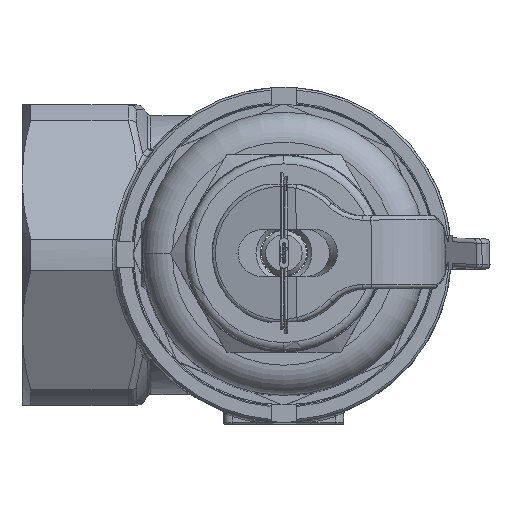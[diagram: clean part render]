
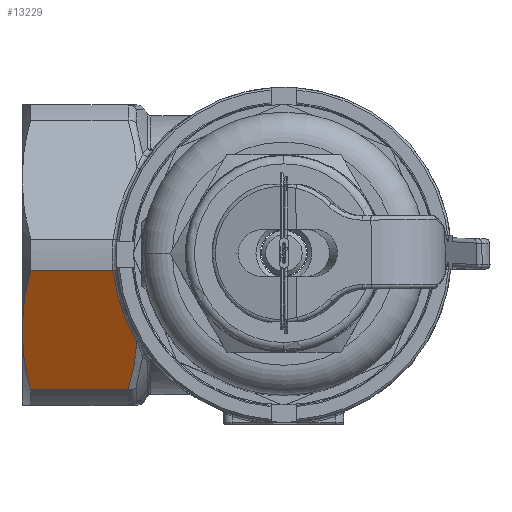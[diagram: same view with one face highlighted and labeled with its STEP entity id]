
A CAD part, top view. The second image highlights one B-rep face of the part: STEP entity #13229.
In plain terms, the highlighted planar face has unit normal (0, -0.5, 0.866).
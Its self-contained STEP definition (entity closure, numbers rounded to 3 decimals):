
#12458=CARTESIAN_POINT('',(-61.,-17.5,30.311));
#12459=VERTEX_POINT('',#12458);
#12631=CARTESIAN_POINT('',(-58.979,-3.61,38.33));
#12632=VERTEX_POINT('',#12631);
#12633=CARTESIAN_POINT('',(-39.828,-3.61,38.33));
#12634=VERTEX_POINT('',#12633);
#12635=CARTESIAN_POINT('',(-58.979,-3.61,38.33));
#12636=DIRECTION('',(1.,0.,0.));
#12637=VECTOR('',#12636,19.151);
#12638=LINE('',#12635,#12637);
#12639=EDGE_CURVE('NONE',#12632,#12634,#12638,.T.);
#12927=CARTESIAN_POINT('',(-58.979,-31.39,22.291));
#12928=VERTEX_POINT('',#12927);
#12962=CARTESIAN_POINT('',(-36.265,-31.39,22.291));
#12963=VERTEX_POINT('',#12962);
#12971=CARTESIAN_POINT('',(-36.265,-31.39,22.291));
#12972=DIRECTION('',(-1.,-0.,-0.));
#12973=VECTOR('',#12972,22.714);
#12974=LINE('',#12971,#12973);
#12975=EDGE_CURVE('NONE',#12963,#12928,#12974,.T.);
#13173=CARTESIAN_POINT('',(0.001,-35.,20.207));
#13174=DIRECTION('',(0.,0.5,-0.866));
#13175=DIRECTION('',(-0.,0.866,0.5));
#13176=AXIS2_PLACEMENT_3D('',#13173,#13174,#13175);
#13177=PLANE('',#13176);
#13178=CARTESIAN_POINT('',(-34.22,-20.213,28.745));
#13179=VERTEX_POINT('',#13178);
#13180=CARTESIAN_POINT('',(-36.265,-31.39,22.291));
#13181=CARTESIAN_POINT('',(-35.731,-29.557,23.35));
#13182=CARTESIAN_POINT('',(-35.278,-27.708,24.417));
#13183=CARTESIAN_POINT('',(-34.58,-23.975,26.573));
#13184=CARTESIAN_POINT('',(-34.338,-22.099,27.656));
#13185=CARTESIAN_POINT('',(-34.22,-20.213,28.745));
#13186=B_SPLINE_CURVE_WITH_KNOTS('',3,(#13180,#13181,#13182,#13183,#13184,#13185),.UNSPECIFIED.,.F.,.F.,(4,2,4),(0.,0.007,0.013),.UNSPECIFIED.);
#13187=EDGE_CURVE('NONE',#12963,#13179,#13186,.T.);
#13188=ORIENTED_EDGE('',*,*,#13187,.T.);
#13189=CARTESIAN_POINT('',(-39.788,-3.608,38.331));
#13190=VERTEX_POINT('',#13189);
#13191=CARTESIAN_POINT('',(-34.22,-20.213,28.745));
#13192=CARTESIAN_POINT('',(-37.292,-15.136,31.675));
#13193=CARTESIAN_POINT('',(-39.179,-9.511,34.924));
#13194=CARTESIAN_POINT('',(-39.788,-3.608,38.331));
#13195=(BOUNDED_CURVE()
B_SPLINE_CURVE(3,(#13191,#13192,#13193,#13194),.UNSPECIFIED.,.F.,.F.)
B_SPLINE_CURVE_WITH_KNOTS((4,4),(4.168,4.61),.UNSPECIFIED.)
CURVE()
GEOMETRIC_REPRESENTATION_ITEM()
RATIONAL_B_SPLINE_CURVE((1.,0.984,0.984,1.))
REPRESENTATION_ITEM(''));
#13196=EDGE_CURVE('NONE',#13179,#13190,#13195,.T.);
#13197=ORIENTED_EDGE('',*,*,#13196,.T.);
#13198=CARTESIAN_POINT('',(-39.788,-3.608,38.331));
#13199=CARTESIAN_POINT('',(-39.802,-3.609,38.331));
#13200=CARTESIAN_POINT('',(-39.815,-3.61,38.33));
#13201=CARTESIAN_POINT('',(-39.828,-3.61,38.33));
#13202=B_SPLINE_CURVE_WITH_KNOTS('',3,(#13198,#13199,#13200,#13201),.UNSPECIFIED.,.F.,.F.,(4,4),(0.,0.),.UNSPECIFIED.);
#13203=EDGE_CURVE('NONE',#13190,#12634,#13202,.T.);
#13204=ORIENTED_EDGE('',*,*,#13203,.T.);
#13205=ORIENTED_EDGE('',*,*,#12639,.F.);
#13206=CARTESIAN_POINT('',(-58.979,-3.61,38.33));
#13207=CARTESIAN_POINT('',(-59.616,-5.902,37.007));
#13208=CARTESIAN_POINT('',(-60.125,-8.204,35.678));
#13209=CARTESIAN_POINT('',(-60.817,-12.832,33.006));
#13210=CARTESIAN_POINT('',(-61.,-15.159,31.662));
#13211=CARTESIAN_POINT('',(-61.,-17.5,30.311));
#13212=B_SPLINE_CURVE_WITH_KNOTS('',3,(#13206,#13207,#13208,#13209,#13210,#13211),.UNSPECIFIED.,.F.,.F.,(4,2,4),(0.,0.008,0.016),.UNSPECIFIED.);
#13213=EDGE_CURVE('NONE',#12632,#12459,#13212,.T.);
#13214=ORIENTED_EDGE('',*,*,#13213,.T.);
#13215=CARTESIAN_POINT('',(-61.,-17.5,30.311));
#13216=CARTESIAN_POINT('',(-61.,-18.662,29.64));
#13217=CARTESIAN_POINT('',(-60.955,-19.827,28.967));
#13218=CARTESIAN_POINT('',(-60.777,-22.164,27.618));
#13219=CARTESIAN_POINT('',(-60.643,-23.333,26.943));
#13220=CARTESIAN_POINT('',(-60.122,-26.813,24.934));
#13221=CARTESIAN_POINT('',(-59.612,-29.11,23.608));
#13222=CARTESIAN_POINT('',(-58.979,-31.39,22.291));
#13223=B_SPLINE_CURVE_WITH_KNOTS('',3,(#13215,#13216,#13217,#13218,#13219,#13220,#13221,#13222),.UNSPECIFIED.,.F.,.F.,(4,2,2,4),(0.016,0.02,0.024,0.032),.UNSPECIFIED.);
#13224=EDGE_CURVE('NONE',#12459,#12928,#13223,.T.);
#13225=ORIENTED_EDGE('',*,*,#13224,.T.);
#13226=ORIENTED_EDGE('',*,*,#12975,.F.);
#13227=EDGE_LOOP('',(#13188,#13197,#13204,#13205,#13214,#13225,#13226));
#13228=FACE_BOUND('',#13227,.T.);
#13229=ADVANCED_FACE('NONE',(#13228),#13177,.F.);
